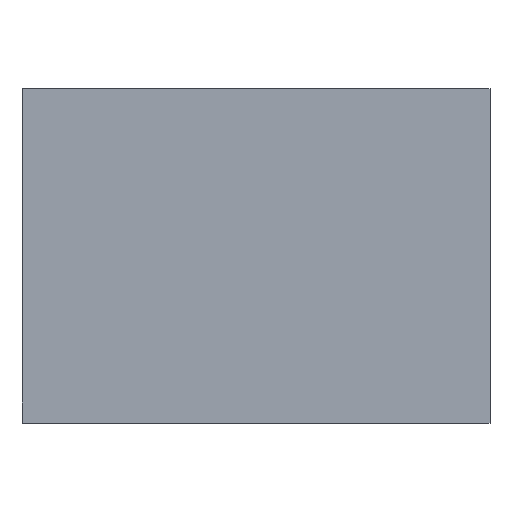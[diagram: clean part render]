
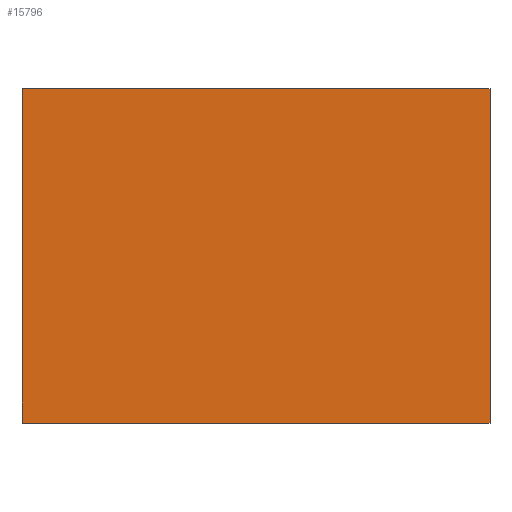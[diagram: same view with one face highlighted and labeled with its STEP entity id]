
A CAD part, top view. The second image highlights one B-rep face of the part: STEP entity #15796.
In plain terms, the highlighted planar face has unit normal (0, 0, 1).
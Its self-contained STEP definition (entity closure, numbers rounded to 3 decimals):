
#810=FACE_OUTER_BOUND('',#1682,.T.);
#1682=EDGE_LOOP('',(#10389,#10390,#10391,#10392));
#2611=LINE('',#22148,#4511);
#2615=LINE('',#22156,#4515);
#2618=LINE('',#22162,#4518);
#2621=LINE('',#22167,#4521);
#4511=VECTOR('',#17886,10.);
#4515=VECTOR('',#17892,10.);
#4518=VECTOR('',#17897,10.);
#4521=VECTOR('',#17902,10.);
#6411=VERTEX_POINT('',#22146);
#6412=VERTEX_POINT('',#22147);
#6415=VERTEX_POINT('',#22155);
#6417=VERTEX_POINT('',#22161);
#7993=EDGE_CURVE('',#6411,#6412,#2611,.T.);
#7997=EDGE_CURVE('',#6415,#6411,#2615,.T.);
#8000=EDGE_CURVE('',#6417,#6415,#2618,.T.);
#8003=EDGE_CURVE('',#6412,#6417,#2621,.T.);
#10389=ORIENTED_EDGE('',*,*,#8003,.F.);
#10390=ORIENTED_EDGE('',*,*,#7993,.F.);
#10391=ORIENTED_EDGE('',*,*,#7997,.F.);
#10392=ORIENTED_EDGE('',*,*,#8000,.F.);
#15126=PLANE('',#16707);
#15796=ADVANCED_FACE('',(#810),#15126,.F.);
#16707=AXIS2_PLACEMENT_3D('',#22170,#17906,#17907);
#17886=DIRECTION('',(-1.,0.,0.));
#17892=DIRECTION('',(0.,-1.,0.));
#17897=DIRECTION('',(1.,0.,0.));
#17902=DIRECTION('',(0.,1.,0.));
#17906=DIRECTION('center_axis',(0.,0.,-1.));
#17907=DIRECTION('ref_axis',(1.,0.,0.));
#22146=CARTESIAN_POINT('',(700.,-484.,185.311));
#22147=CARTESIAN_POINT('',(0.,-484.,185.311));
#22148=CARTESIAN_POINT('',(700.,-484.,185.311));
#22155=CARTESIAN_POINT('',(700.,16.,185.311));
#22156=CARTESIAN_POINT('',(700.,16.,185.311));
#22161=CARTESIAN_POINT('',(0.,16.,185.311));
#22162=CARTESIAN_POINT('',(0.,16.,185.311));
#22167=CARTESIAN_POINT('',(0.,-484.,185.311));
#22170=CARTESIAN_POINT('Origin',(350.,-234.,185.311));
